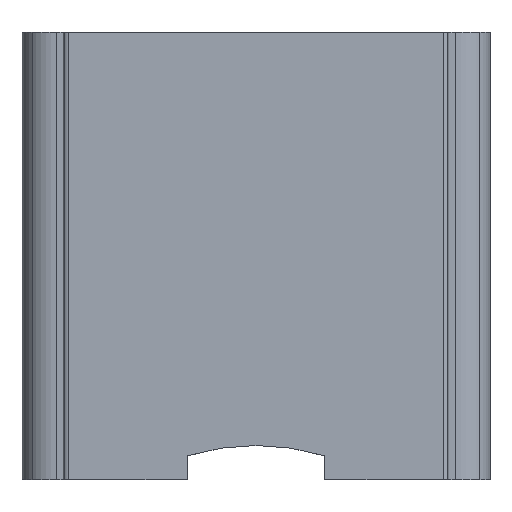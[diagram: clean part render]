
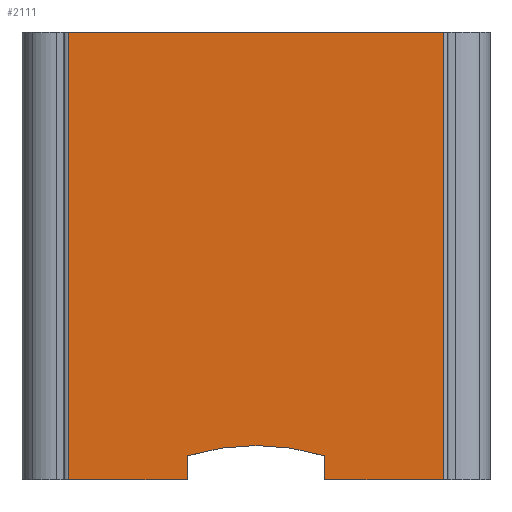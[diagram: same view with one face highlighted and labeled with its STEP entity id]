
A CAD part, top view. The second image highlights one B-rep face of the part: STEP entity #2111.
In plain terms, the highlighted planar face has unit normal (0, 0, 1).
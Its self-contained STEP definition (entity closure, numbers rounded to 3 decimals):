
#1 = CARTESIAN_POINT ( 'NONE',  ( -1.013, 0.352, 1.378 ) ) ;
#19 = DIRECTION ( 'NONE',  ( 0., -1., 0. ) ) ;
#22 = CARTESIAN_POINT ( 'NONE',  ( 1.013, 0., 1.378 ) ) ;
#32 = DIRECTION ( 'NONE',  ( -1., 0., 0. ) ) ;
#85 = CARTESIAN_POINT ( 'NONE',  ( 2.765, 0., 1.378 ) ) ;
#100 = VERTEX_POINT ( 'NONE', #856 ) ;
#121 = VERTEX_POINT ( 'NONE', #22 ) ;
#146 = ORIENTED_EDGE ( 'NONE', *, *, #698, .F. ) ;
#149 = ORIENTED_EDGE ( 'NONE', *, *, #1708, .F. ) ;
#164 = CARTESIAN_POINT ( 'NONE',  ( -2.765, 0., 1.378 ) ) ;
#201 = DIRECTION ( 'NONE',  ( -1., 0., 0. ) ) ;
#255 = CARTESIAN_POINT ( 'NONE',  ( 2.765, 0., 1.378 ) ) ;
#303 = AXIS2_PLACEMENT_3D ( 'NONE', #1574, #1915, #2084 ) ;
#323 = DIRECTION ( 'NONE',  ( 0., 1., 0. ) ) ;
#344 = VECTOR ( 'NONE', #1618, 1000. ) ;
#368 = CIRCLE ( 'NONE', #1458, 3.442 ) ;
#599 = EDGE_CURVE ( 'NONE', #1336, #1623, #1318, .T. ) ;
#600 = CARTESIAN_POINT ( 'NONE',  ( -1.013, 0., 1.378 ) ) ;
#630 = VECTOR ( 'NONE', #19, 1000. ) ;
#636 = DIRECTION ( 'NONE',  ( -1., 0., 0. ) ) ;
#642 = ORIENTED_EDGE ( 'NONE', *, *, #972, .F. ) ;
#660 = DIRECTION ( 'NONE',  ( 0., 1., 0. ) ) ;
#698 = EDGE_CURVE ( 'NONE', #2151, #121, #1511, .T. ) ;
#726 = LINE ( 'NONE', #1804, #800 ) ;
#742 = CARTESIAN_POINT ( 'NONE',  ( 1.013, 0.352, 1.378 ) ) ;
#758 = VECTOR ( 'NONE', #323, 1000. ) ;
#796 = DIRECTION ( 'NONE',  ( 0., 0., 1. ) ) ;
#800 = VECTOR ( 'NONE', #636, 1000. ) ;
#852 = VECTOR ( 'NONE', #32, 1000. ) ;
#856 = CARTESIAN_POINT ( 'NONE',  ( 2.765, 6.6, 1.378 ) ) ;
#913 = EDGE_CURVE ( 'NONE', #2082, #1224, #368, .T. ) ;
#971 = CARTESIAN_POINT ( 'NONE',  ( 2.841, 0., 1.378 ) ) ;
#972 = EDGE_CURVE ( 'NONE', #100, #2151, #1238, .T. ) ;
#973 = ORIENTED_EDGE ( 'NONE', *, *, #913, .F. ) ;
#1035 = LINE ( 'NONE', #1520, #630 ) ;
#1067 = CARTESIAN_POINT ( 'NONE',  ( -2.765, 6.6, 1.378 ) ) ;
#1159 = VECTOR ( 'NONE', #660, 1000. ) ;
#1176 = VECTOR ( 'NONE', #201, 1000. ) ;
#1181 = EDGE_CURVE ( 'NONE', #121, #2082, #1658, .T. ) ;
#1224 = VERTEX_POINT ( 'NONE', #1 ) ;
#1238 = LINE ( 'NONE', #85, #344 ) ;
#1257 = EDGE_CURVE ( 'NONE', #1224, #2129, #1035, .T. ) ;
#1318 = LINE ( 'NONE', #164, #758 ) ;
#1336 = VERTEX_POINT ( 'NONE', #1529 ) ;
#1393 = LINE ( 'NONE', #971, #1176 ) ;
#1458 = AXIS2_PLACEMENT_3D ( 'NONE', #1794, #796, #1936 ) ;
#1467 = ORIENTED_EDGE ( 'NONE', *, *, #599, .F. ) ;
#1511 = LINE ( 'NONE', #1716, #852 ) ;
#1520 = CARTESIAN_POINT ( 'NONE',  ( -1.013, 0., 1.378 ) ) ;
#1529 = CARTESIAN_POINT ( 'NONE',  ( -2.765, 0., 1.378 ) ) ;
#1544 = ORIENTED_EDGE ( 'NONE', *, *, #1181, .F. ) ;
#1574 = CARTESIAN_POINT ( 'NONE',  ( -2.841, 0., 1.378 ) ) ;
#1618 = DIRECTION ( 'NONE',  ( 0., -1., 0. ) ) ;
#1623 = VERTEX_POINT ( 'NONE', #1067 ) ;
#1647 = EDGE_LOOP ( 'NONE', ( #1667, #973, #1544, #146, #642, #1942, #1467, #149 ) ) ;
#1658 = LINE ( 'NONE', #2154, #1159 ) ;
#1659 = EDGE_CURVE ( 'NONE', #100, #1623, #726, .T. ) ;
#1667 = ORIENTED_EDGE ( 'NONE', *, *, #1257, .F. ) ;
#1695 = FACE_OUTER_BOUND ( 'NONE', #1647, .T. ) ;
#1708 = EDGE_CURVE ( 'NONE', #2129, #1336, #1393, .T. ) ;
#1716 = CARTESIAN_POINT ( 'NONE',  ( 2.841, 0., 1.378 ) ) ;
#1794 = CARTESIAN_POINT ( 'NONE',  ( 0., -2.938, 1.378 ) ) ;
#1804 = CARTESIAN_POINT ( 'NONE',  ( -1.421, 6.6, 1.378 ) ) ;
#1915 = DIRECTION ( 'NONE',  ( 0., 0., 1. ) ) ;
#1936 = DIRECTION ( 'NONE',  ( -1., 0., 0. ) ) ;
#1942 = ORIENTED_EDGE ( 'NONE', *, *, #1659, .T. ) ;
#2077 = PLANE ( 'NONE',  #303 ) ;
#2082 = VERTEX_POINT ( 'NONE', #742 ) ;
#2084 = DIRECTION ( 'NONE',  ( 1., 0., 0. ) ) ;
#2111 = ADVANCED_FACE ( 'NONE', ( #1695 ), #2077, .T. ) ;
#2129 = VERTEX_POINT ( 'NONE', #600 ) ;
#2151 = VERTEX_POINT ( 'NONE', #255 ) ;
#2154 = CARTESIAN_POINT ( 'NONE',  ( 1.013, 0., 1.378 ) ) ;
